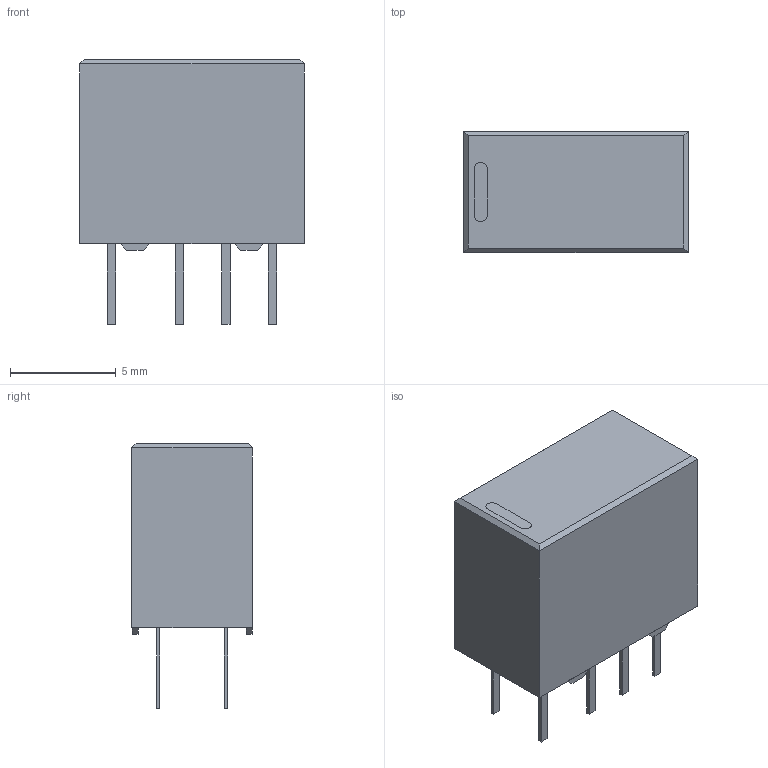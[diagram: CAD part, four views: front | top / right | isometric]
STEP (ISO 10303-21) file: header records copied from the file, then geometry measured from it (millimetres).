
FILE_DESCRIPTION (( 'STEP AP214' ), '1' );
FILE_NAME ('RELAY-TH_G6J-2P-Y.step', '2022-07-09T13:17:25', ( '' ), ( '' ), 'SwSTEP 2.0', 'SolidWorks 2020', '' );
FILE_SCHEMA (( 'AUTOMOTIVE_DESIGN' ));
Length unit declared in the file: millimetre
Products named in the file (1): RELAY-TH_G6J-2P-Y
Bounding box: 10.6 x 5.71 x 12.5 mm (x, y, z)
Volume: 527.2 mm3; surface area: 1046.8 mm2
Topology: 2 solids, 2 shells, 361 faces, 963 edges, 642 vertices
Faces by surface type: plane 249, bspline 112
Entity records: 15698 total; most frequent: CARTESIAN_POINT 4071, ORIENTED_EDGE 1926, DIRECTION 1237, EDGE_CURVE 963, LINE 733, VECTOR 733, VERTEX_POINT 642, EDGE_LOOP 397
